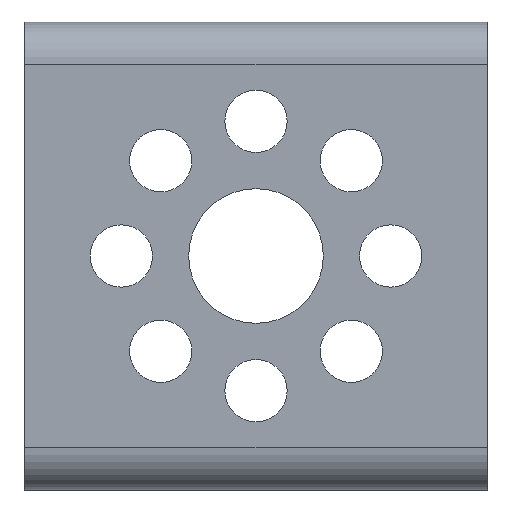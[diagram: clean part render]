
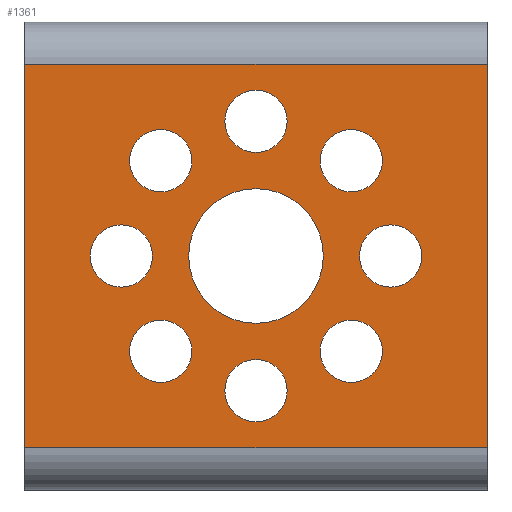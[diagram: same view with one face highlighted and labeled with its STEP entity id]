
A CAD part, left-side view. The second image highlights one B-rep face of the part: STEP entity #1361.
In plain terms, the highlighted planar face has unit normal (-1, 0, 0).
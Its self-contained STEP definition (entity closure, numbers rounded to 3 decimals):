
#42=FACE_BOUND('',#205,.T.);
#43=FACE_BOUND('',#206,.T.);
#44=FACE_BOUND('',#207,.T.);
#45=FACE_BOUND('',#208,.T.);
#46=FACE_BOUND('',#209,.T.);
#47=FACE_BOUND('',#210,.T.);
#48=FACE_BOUND('',#211,.T.);
#49=FACE_BOUND('',#212,.T.);
#50=FACE_BOUND('',#213,.T.);
#74=PLANE('',#1520);
#109=FACE_OUTER_BOUND('',#204,.T.);
#204=EDGE_LOOP('',(#1069,#1070,#1071,#1072));
#205=EDGE_LOOP('',(#1073,#1074));
#206=EDGE_LOOP('',(#1075,#1076));
#207=EDGE_LOOP('',(#1077,#1078));
#208=EDGE_LOOP('',(#1079,#1080));
#209=EDGE_LOOP('',(#1081,#1082));
#210=EDGE_LOOP('',(#1083,#1084));
#211=EDGE_LOOP('',(#1085,#1086));
#212=EDGE_LOOP('',(#1087,#1088));
#213=EDGE_LOOP('',(#1089,#1090));
#328=LINE('',#2328,#406);
#336=LINE('',#2361,#414);
#341=LINE('',#2370,#419);
#342=LINE('',#2371,#420);
#406=VECTOR('',#1858,22.8);
#414=VECTOR('',#1898,22.8);
#419=VECTOR('',#1907,27.5);
#420=VECTOR('',#1908,27.5);
#424=CIRCLE('',#1401,1.85);
#426=CIRCLE('',#1404,1.85);
#428=CIRCLE('',#1407,1.85);
#430=CIRCLE('',#1410,1.85);
#432=CIRCLE('',#1413,1.85);
#434=CIRCLE('',#1416,1.85);
#436=CIRCLE('',#1419,1.85);
#438=CIRCLE('',#1422,1.85);
#440=CIRCLE('',#1425,4.);
#512=CIRCLE('',#1521,1.85);
#513=CIRCLE('',#1522,1.85);
#514=CIRCLE('',#1523,1.85);
#515=CIRCLE('',#1524,1.85);
#516=CIRCLE('',#1525,1.85);
#517=CIRCLE('',#1526,1.85);
#518=CIRCLE('',#1527,1.85);
#519=CIRCLE('',#1528,1.85);
#520=CIRCLE('',#1529,4.);
#545=VERTEX_POINT('',#2048);
#546=VERTEX_POINT('',#2050);
#549=VERTEX_POINT('',#2057);
#550=VERTEX_POINT('',#2059);
#553=VERTEX_POINT('',#2066);
#554=VERTEX_POINT('',#2068);
#557=VERTEX_POINT('',#2075);
#558=VERTEX_POINT('',#2077);
#561=VERTEX_POINT('',#2084);
#562=VERTEX_POINT('',#2086);
#565=VERTEX_POINT('',#2093);
#566=VERTEX_POINT('',#2095);
#569=VERTEX_POINT('',#2102);
#570=VERTEX_POINT('',#2104);
#573=VERTEX_POINT('',#2111);
#574=VERTEX_POINT('',#2113);
#577=VERTEX_POINT('',#2120);
#578=VERTEX_POINT('',#2122);
#660=VERTEX_POINT('',#2326);
#661=VERTEX_POINT('',#2327);
#669=VERTEX_POINT('',#2358);
#670=VERTEX_POINT('',#2360);
#677=EDGE_CURVE('',#545,#546,#424,.T.);
#681=EDGE_CURVE('',#549,#550,#426,.T.);
#685=EDGE_CURVE('',#553,#554,#428,.T.);
#689=EDGE_CURVE('',#557,#558,#430,.T.);
#693=EDGE_CURVE('',#561,#562,#432,.T.);
#697=EDGE_CURVE('',#565,#566,#434,.T.);
#701=EDGE_CURVE('',#569,#570,#436,.T.);
#705=EDGE_CURVE('',#573,#574,#438,.T.);
#709=EDGE_CURVE('',#577,#578,#440,.T.);
#810=EDGE_CURVE('',#660,#661,#328,.T.);
#832=EDGE_CURVE('',#669,#670,#336,.T.);
#838=EDGE_CURVE('',#669,#661,#341,.T.);
#839=EDGE_CURVE('',#660,#670,#342,.T.);
#840=EDGE_CURVE('',#546,#545,#512,.T.);
#841=EDGE_CURVE('',#550,#549,#513,.T.);
#842=EDGE_CURVE('',#554,#553,#514,.T.);
#843=EDGE_CURVE('',#558,#557,#515,.T.);
#844=EDGE_CURVE('',#562,#561,#516,.T.);
#845=EDGE_CURVE('',#566,#565,#517,.T.);
#846=EDGE_CURVE('',#570,#569,#518,.T.);
#847=EDGE_CURVE('',#574,#573,#519,.T.);
#848=EDGE_CURVE('',#578,#577,#520,.T.);
#1069=ORIENTED_EDGE('',*,*,#832,.F.);
#1070=ORIENTED_EDGE('',*,*,#838,.T.);
#1071=ORIENTED_EDGE('',*,*,#810,.F.);
#1072=ORIENTED_EDGE('',*,*,#839,.T.);
#1073=ORIENTED_EDGE('',*,*,#840,.F.);
#1074=ORIENTED_EDGE('',*,*,#677,.F.);
#1075=ORIENTED_EDGE('',*,*,#841,.F.);
#1076=ORIENTED_EDGE('',*,*,#681,.F.);
#1077=ORIENTED_EDGE('',*,*,#842,.F.);
#1078=ORIENTED_EDGE('',*,*,#685,.F.);
#1079=ORIENTED_EDGE('',*,*,#843,.F.);
#1080=ORIENTED_EDGE('',*,*,#689,.F.);
#1081=ORIENTED_EDGE('',*,*,#844,.F.);
#1082=ORIENTED_EDGE('',*,*,#693,.F.);
#1083=ORIENTED_EDGE('',*,*,#845,.F.);
#1084=ORIENTED_EDGE('',*,*,#697,.F.);
#1085=ORIENTED_EDGE('',*,*,#846,.F.);
#1086=ORIENTED_EDGE('',*,*,#701,.F.);
#1087=ORIENTED_EDGE('',*,*,#847,.F.);
#1088=ORIENTED_EDGE('',*,*,#705,.F.);
#1089=ORIENTED_EDGE('',*,*,#848,.F.);
#1090=ORIENTED_EDGE('',*,*,#709,.F.);
#1361=ADVANCED_FACE('',(#109,#42,#43,#44,#45,#46,#47,#48,#49,#50),#74,.F.);
#1401=AXIS2_PLACEMENT_3D('',#2051,#1594,#1595);
#1404=AXIS2_PLACEMENT_3D('',#2060,#1602,#1603);
#1407=AXIS2_PLACEMENT_3D('',#2069,#1610,#1611);
#1410=AXIS2_PLACEMENT_3D('',#2078,#1618,#1619);
#1413=AXIS2_PLACEMENT_3D('',#2087,#1626,#1627);
#1416=AXIS2_PLACEMENT_3D('',#2096,#1634,#1635);
#1419=AXIS2_PLACEMENT_3D('',#2105,#1642,#1643);
#1422=AXIS2_PLACEMENT_3D('',#2114,#1650,#1651);
#1425=AXIS2_PLACEMENT_3D('',#2123,#1658,#1659);
#1520=AXIS2_PLACEMENT_3D('',#2369,#1905,#1906);
#1521=AXIS2_PLACEMENT_3D('',#2372,#1909,#1910);
#1522=AXIS2_PLACEMENT_3D('',#2373,#1911,#1912);
#1523=AXIS2_PLACEMENT_3D('',#2374,#1913,#1914);
#1524=AXIS2_PLACEMENT_3D('',#2375,#1915,#1916);
#1525=AXIS2_PLACEMENT_3D('',#2376,#1917,#1918);
#1526=AXIS2_PLACEMENT_3D('',#2377,#1919,#1920);
#1527=AXIS2_PLACEMENT_3D('',#2378,#1921,#1922);
#1528=AXIS2_PLACEMENT_3D('',#2379,#1923,#1924);
#1529=AXIS2_PLACEMENT_3D('',#2380,#1925,#1926);
#1594=DIRECTION('center_axis',(-1.,0.,0.));
#1595=DIRECTION('ref_axis',(0.,0.,1.));
#1602=DIRECTION('center_axis',(-1.,0.,0.));
#1603=DIRECTION('ref_axis',(0.,0.,1.));
#1610=DIRECTION('center_axis',(-1.,0.,0.));
#1611=DIRECTION('ref_axis',(0.,0.,1.));
#1618=DIRECTION('center_axis',(-1.,0.,0.));
#1619=DIRECTION('ref_axis',(0.,0.,1.));
#1626=DIRECTION('center_axis',(-1.,0.,0.));
#1627=DIRECTION('ref_axis',(0.,0.,1.));
#1634=DIRECTION('center_axis',(-1.,0.,0.));
#1635=DIRECTION('ref_axis',(0.,0.,1.));
#1642=DIRECTION('center_axis',(-1.,0.,0.));
#1643=DIRECTION('ref_axis',(0.,0.,1.));
#1650=DIRECTION('center_axis',(-1.,0.,0.));
#1651=DIRECTION('ref_axis',(0.,0.,1.));
#1658=DIRECTION('center_axis',(-1.,0.,0.));
#1659=DIRECTION('ref_axis',(0.,0.,1.));
#1858=DIRECTION('',(0.,0.,1.));
#1898=DIRECTION('',(0.,0.,-1.));
#1905=DIRECTION('center_axis',(1.,0.,0.));
#1906=DIRECTION('ref_axis',(0.,0.,-1.));
#1907=DIRECTION('',(0.,1.,0.));
#1908=DIRECTION('',(0.,-1.,0.));
#1909=DIRECTION('center_axis',(-1.,0.,0.));
#1910=DIRECTION('ref_axis',(0.,0.,1.));
#1911=DIRECTION('center_axis',(-1.,0.,0.));
#1912=DIRECTION('ref_axis',(0.,0.,1.));
#1913=DIRECTION('center_axis',(-1.,0.,0.));
#1914=DIRECTION('ref_axis',(0.,0.,1.));
#1915=DIRECTION('center_axis',(-1.,0.,0.));
#1916=DIRECTION('ref_axis',(0.,0.,1.));
#1917=DIRECTION('center_axis',(-1.,0.,0.));
#1918=DIRECTION('ref_axis',(0.,0.,1.));
#1919=DIRECTION('center_axis',(-1.,0.,0.));
#1920=DIRECTION('ref_axis',(0.,0.,1.));
#1921=DIRECTION('center_axis',(-1.,0.,0.));
#1922=DIRECTION('ref_axis',(0.,0.,1.));
#1923=DIRECTION('center_axis',(-1.,0.,0.));
#1924=DIRECTION('ref_axis',(0.,0.,1.));
#1925=DIRECTION('center_axis',(-1.,0.,0.));
#1926=DIRECTION('ref_axis',(0.,0.,1.));
#2048=CARTESIAN_POINT('',(0.,-5.66,-7.51));
#2050=CARTESIAN_POINT('',(0.,-5.66,-3.81));
#2051=CARTESIAN_POINT('Origin',(0.,-5.66,-5.66));
#2057=CARTESIAN_POINT('',(0.,-5.66,3.81));
#2059=CARTESIAN_POINT('',(0.,-5.66,7.51));
#2060=CARTESIAN_POINT('Origin',(0.,-5.66,5.66));
#2066=CARTESIAN_POINT('',(0.,5.66,3.81));
#2068=CARTESIAN_POINT('',(0.,5.66,7.51));
#2069=CARTESIAN_POINT('Origin',(0.,5.66,5.66));
#2075=CARTESIAN_POINT('',(0.,5.66,-7.51));
#2077=CARTESIAN_POINT('',(0.,5.66,-3.81));
#2078=CARTESIAN_POINT('Origin',(0.,5.66,-5.66));
#2084=CARTESIAN_POINT('',(0.,8.,-1.85));
#2086=CARTESIAN_POINT('',(0.,8.,1.85));
#2087=CARTESIAN_POINT('Origin',(0.,8.,0.));
#2093=CARTESIAN_POINT('',(0.,-8.,-1.85));
#2095=CARTESIAN_POINT('',(0.,-8.,1.85));
#2096=CARTESIAN_POINT('Origin',(0.,-8.,0.));
#2102=CARTESIAN_POINT('',(0.,0.,-9.85));
#2104=CARTESIAN_POINT('',(0.,0.,-6.15));
#2105=CARTESIAN_POINT('Origin',(0.,0.,-8.));
#2111=CARTESIAN_POINT('',(0.,0.,6.15));
#2113=CARTESIAN_POINT('',(0.,0.,9.85));
#2114=CARTESIAN_POINT('Origin',(0.,0.,8.));
#2120=CARTESIAN_POINT('',(0.,0.,-4.));
#2122=CARTESIAN_POINT('',(0.,0.,4.));
#2123=CARTESIAN_POINT('Origin',(0.,0.,0.));
#2326=CARTESIAN_POINT('',(0.,13.75,-11.4));
#2327=CARTESIAN_POINT('',(0.,13.75,11.4));
#2328=CARTESIAN_POINT('',(0.,13.75,13.9));
#2358=CARTESIAN_POINT('',(0.,-13.75,11.4));
#2360=CARTESIAN_POINT('',(0.,-13.75,-11.4));
#2361=CARTESIAN_POINT('',(0.,-13.75,13.9));
#2369=CARTESIAN_POINT('Origin',(0.,-13.75,-13.9));
#2370=CARTESIAN_POINT('',(0.,-13.75,11.4));
#2371=CARTESIAN_POINT('',(0.,-13.75,-11.4));
#2372=CARTESIAN_POINT('Origin',(0.,-5.66,-5.66));
#2373=CARTESIAN_POINT('Origin',(0.,-5.66,5.66));
#2374=CARTESIAN_POINT('Origin',(0.,5.66,5.66));
#2375=CARTESIAN_POINT('Origin',(0.,5.66,-5.66));
#2376=CARTESIAN_POINT('Origin',(0.,8.,0.));
#2377=CARTESIAN_POINT('Origin',(0.,-8.,0.));
#2378=CARTESIAN_POINT('Origin',(0.,0.,-8.));
#2379=CARTESIAN_POINT('Origin',(0.,0.,8.));
#2380=CARTESIAN_POINT('Origin',(0.,0.,0.));
